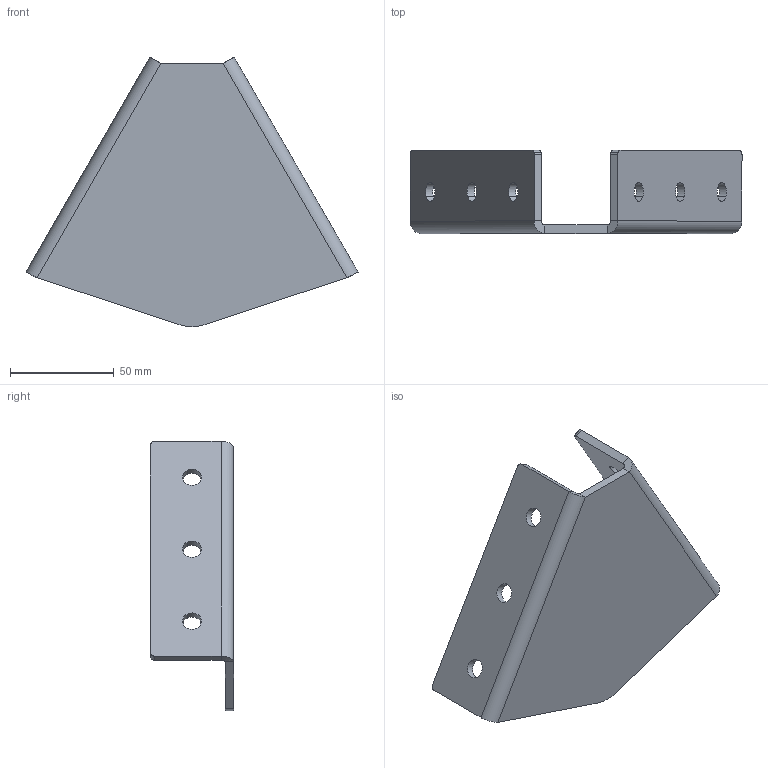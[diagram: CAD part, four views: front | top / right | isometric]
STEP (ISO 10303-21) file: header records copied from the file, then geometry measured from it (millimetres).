
FILE_DESCRIPTION (( 'STEP AP214' ), '1' );
FILE_NAME ('AL-SPS. SJ40120.60.STEP', '2019-11-11T11:19:49', ( '' ), ( '' ), 'SwSTEP 2.0', 'SolidWorks 2018', '' );
FILE_SCHEMA (( 'AUTOMOTIVE_DESIGN' ));
Length unit declared in the file: millimetre
Products named in the file (1): AL-SPS. SJ40120.60
Bounding box: 159.96 x 40 x 129.8 mm (x, y, z)
Volume: 81300.7 mm3; surface area: 43663 mm2
Topology: 1 solids, 1 shells, 42 faces, 104 edges, 64 vertices
Faces by surface type: cylinder 23, plane 17, bspline 2
Entity records: 1346 total; most frequent: CARTESIAN_POINT 277, DIRECTION 224, ORIENTED_EDGE 208, EDGE_CURVE 104, AXIS2_PLACEMENT_3D 83, VERTEX_POINT 64, LINE 58, VECTOR 58
